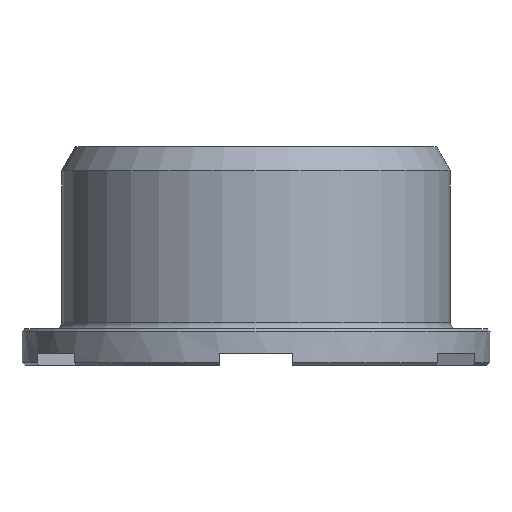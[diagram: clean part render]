
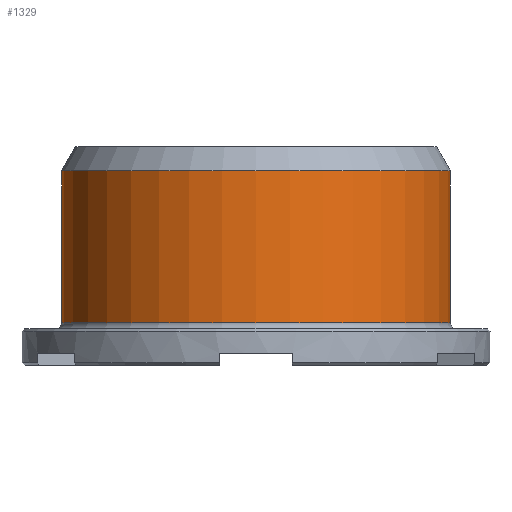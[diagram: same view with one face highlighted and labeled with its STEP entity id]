
A CAD part, front view. The second image highlights one B-rep face of the part: STEP entity #1329.
In plain terms, the highlighted cylindrical face has radius 16 mm (diameter 32 mm), a partial arc.
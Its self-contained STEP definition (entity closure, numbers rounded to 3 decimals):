
#466=DIRECTION('',(0.,0.,-1.));
#467=VECTOR('',#466,12.5);
#468=CARTESIAN_POINT('',(-16.,0.,
16.));
#469=LINE('',#468,#467);
#470=CARTESIAN_POINT('',(0.,0.,3.5));
#471=DIRECTION('',(0.,0.,1.));
#472=DIRECTION('',(-1.,0.,0.));
#473=AXIS2_PLACEMENT_3D('',#470,#471,#472);
#475=CARTESIAN_POINT('',(0.,0.,16.));
#476=DIRECTION('',(0.,0.,1.));
#477=DIRECTION('',(-1.,0.,0.));
#478=AXIS2_PLACEMENT_3D('',#475,#476,#477);
#480=DIRECTION('',(0.,0.,-1.));
#481=VECTOR('',#480,12.5);
#482=CARTESIAN_POINT('',(16.,0.,16.));
#483=LINE('',#482,#481);
#631=CARTESIAN_POINT('',(-16.,0.,16.));
#632=CARTESIAN_POINT('',(16.,0.,16.));
#633=VERTEX_POINT('',#631);
#634=VERTEX_POINT('',#632);
#785=CARTESIAN_POINT('',(-16.,0.,3.5));
#786=CARTESIAN_POINT('',(16.,0.,3.5));
#787=VERTEX_POINT('',#785);
#788=VERTEX_POINT('',#786);
#1317=CARTESIAN_POINT('',(0.,0.,18.));
#1318=DIRECTION('',(0.,0.,1.));
#1319=DIRECTION('',(1.,0.,0.));
#1320=AXIS2_PLACEMENT_3D('',#1317,#1318,#1319);
#1321=CYLINDRICAL_SURFACE('',#1320,16.);
#1322=ORIENTED_EDGE('',*,*,#1282,.F.);
#1323=ORIENTED_EDGE('',*,*,#1312,.F.);
#1325=ORIENTED_EDGE('',*,*,#1324,.T.);
#1326=ORIENTED_EDGE('',*,*,#1308,.T.);
#1327=EDGE_LOOP('',(#1322,#1323,#1325,#1326));
#1328=FACE_OUTER_BOUND('',#1327,.F.);
#1329=ADVANCED_FACE('',(#1328),#1321,.T.);
#474=CIRCLE('',#473,16.);
#479=CIRCLE('',#478,16.);
#1282=EDGE_CURVE('',#787,#788,#474,.T.);
#1308=EDGE_CURVE('',#634,#788,#483,.T.);
#1312=EDGE_CURVE('',#633,#787,#469,.T.);
#1324=EDGE_CURVE('',#633,#634,#479,.T.);
